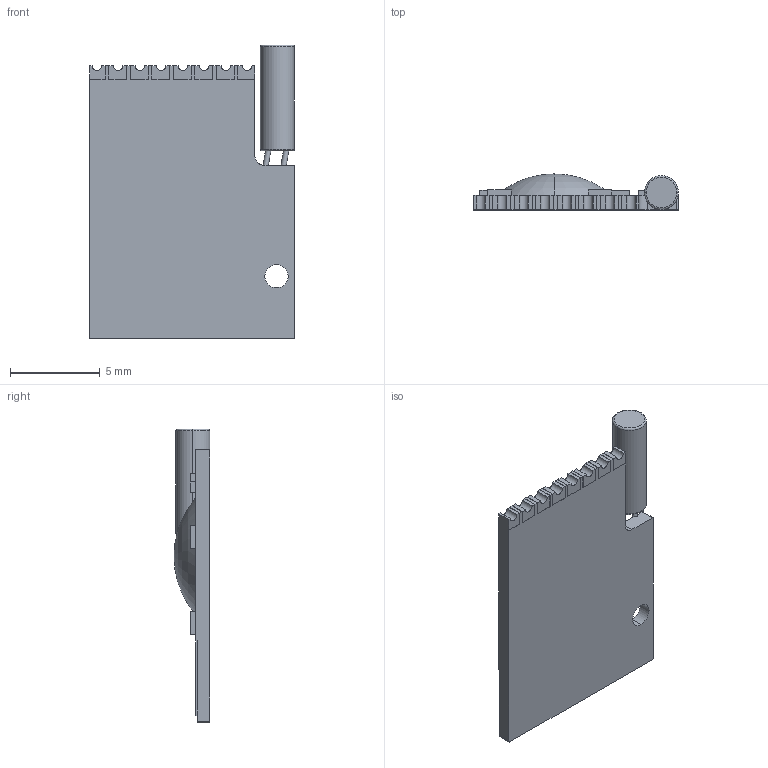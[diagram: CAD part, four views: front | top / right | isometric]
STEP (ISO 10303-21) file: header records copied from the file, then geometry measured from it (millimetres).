
FILE_DESCRIPTION (( 'STEP AP214' ), '1' );
FILE_NAME ('CC2500.STEP', '2015-11-14T11:29:33', ( '' ), ( '' ), 'SwSTEP 2.0', 'SolidWorks 2015', '' );
FILE_SCHEMA (( 'AUTOMOTIVE_DESIGN' ));
Length unit declared in the file: millimetre
Products named in the file (1): CC2500
Bounding box: 11.43 x 2 x 16.39 mm (x, y, z)
Volume: 164.7 mm3; surface area: 432.2 mm2
Topology: 1 solids, 1 shells, 216 faces, 590 edges, 388 vertices
Faces by surface type: plane 186, cylinder 16, bspline 8, torus 6
Entity records: 9244 total; most frequent: CARTESIAN_POINT 1950, ORIENTED_EDGE 1180, DIRECTION 1035, EDGE_CURVE 590, VECTOR 509, LINE 509, VERTEX_POINT 388, AXIS2_PLACEMENT_3D 263
